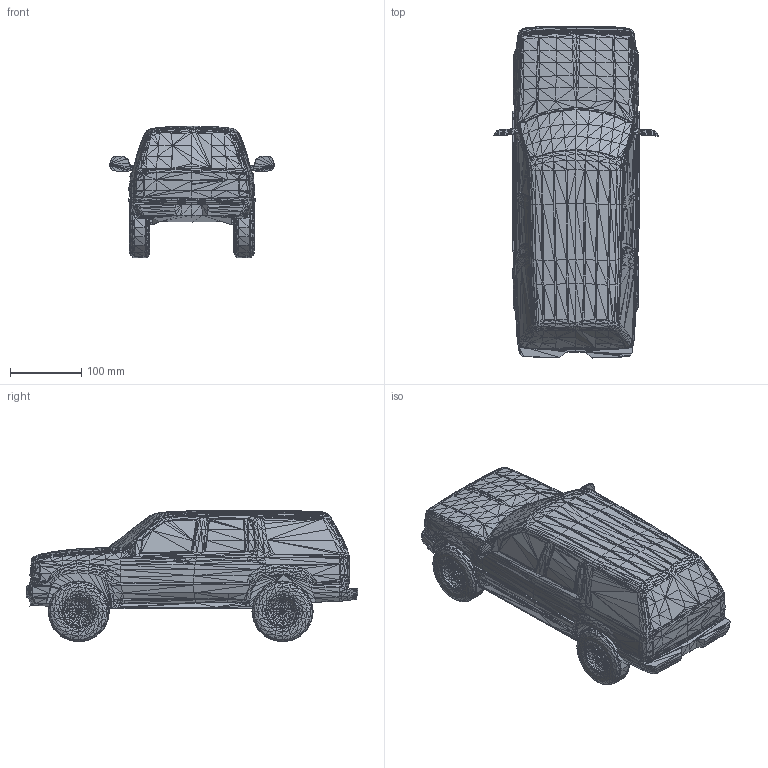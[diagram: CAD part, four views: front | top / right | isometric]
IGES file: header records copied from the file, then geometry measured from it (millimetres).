
Global section: file name: cotxe 3d; native system: Autodesk RealDWG; preprocessor: Autodesk Translation Framework DWG producer (atf_dwg_producer); organization: unknown; date: 20170822.080156; units: centimetre
Bounding box: 230.79 x 464.45 x 184.54 mm (x, y, z)
Surface area: 377584.7 mm2 (no closed solid volume)
Topology: 0 solids, 0 shells, 11815 faces, 35445 edges, 35445 vertices
Faces by surface type: bspline 11815
